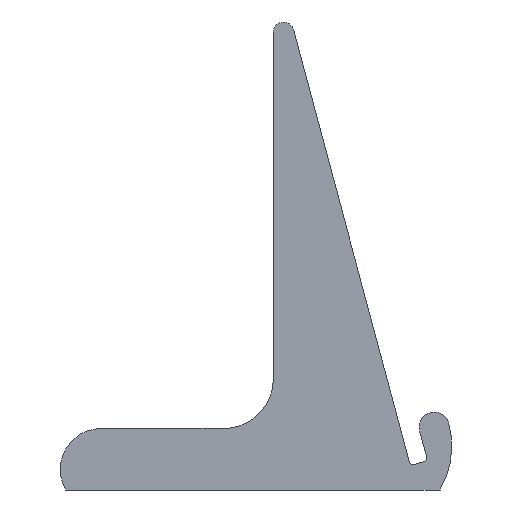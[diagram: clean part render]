
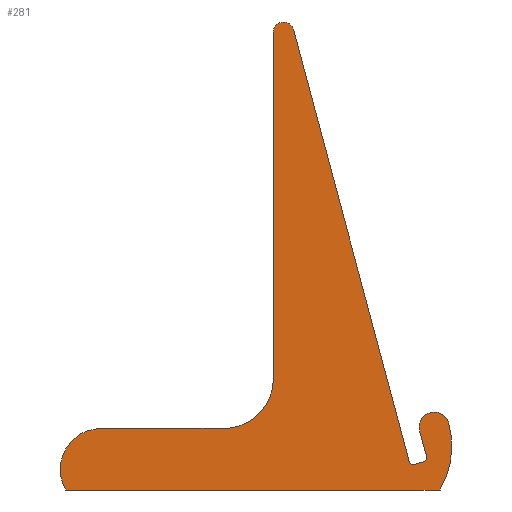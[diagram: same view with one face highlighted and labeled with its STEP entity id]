
A CAD part, front view. The second image highlights one B-rep face of the part: STEP entity #281.
In plain terms, the highlighted planar face has unit normal (0, -1, 0).
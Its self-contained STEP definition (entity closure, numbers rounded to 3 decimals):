
#22=PLANE('',#324);
#37=FACE_OUTER_BOUND('',#52,.T.);
#52=EDGE_LOOP('',(#247,#248,#249,#250,#251,#252,#253,#254,#255,#256,#257,
#258,#259));
#55=LINE('',#422,#80);
#59=LINE('',#434,#84);
#63=LINE('',#446,#88);
#67=LINE('',#458,#92);
#71=LINE('',#470,#96);
#76=LINE('',#487,#101);
#80=VECTOR('',#337,10.);
#84=VECTOR('',#349,10.);
#88=VECTOR('',#361,10.);
#92=VECTOR('',#373,10.);
#96=VECTOR('',#385,10.);
#101=VECTOR('',#404,10.);
#103=CIRCLE('',#297,0.4);
#105=CIRCLE('',#301,0.4);
#107=CIRCLE('',#305,1.);
#109=CIRCLE('',#309,4.8);
#111=CIRCLE('',#313,4.);
#113=CIRCLE('',#317,8.582);
#115=CIRCLE('',#320,1.471);
#117=VERTEX_POINT('',#412);
#118=VERTEX_POINT('',#413);
#121=VERTEX_POINT('',#421);
#123=VERTEX_POINT('',#427);
#125=VERTEX_POINT('',#433);
#127=VERTEX_POINT('',#439);
#129=VERTEX_POINT('',#445);
#131=VERTEX_POINT('',#451);
#133=VERTEX_POINT('',#457);
#135=VERTEX_POINT('',#463);
#137=VERTEX_POINT('',#469);
#139=VERTEX_POINT('',#475);
#141=VERTEX_POINT('',#481);
#143=EDGE_CURVE('',#117,#118,#103,.T.);
#147=EDGE_CURVE('',#121,#118,#55,.T.);
#150=EDGE_CURVE('',#121,#123,#105,.T.);
#153=EDGE_CURVE('',#125,#123,#59,.T.);
#156=EDGE_CURVE('',#127,#125,#107,.T.);
#159=EDGE_CURVE('',#127,#129,#63,.T.);
#162=EDGE_CURVE('',#129,#131,#109,.T.);
#165=EDGE_CURVE('',#133,#131,#67,.T.);
#168=EDGE_CURVE('',#135,#133,#111,.T.);
#171=EDGE_CURVE('',#135,#137,#71,.T.);
#174=EDGE_CURVE('',#139,#137,#113,.T.);
#177=EDGE_CURVE('',#141,#139,#115,.T.);
#180=EDGE_CURVE('',#117,#141,#76,.T.);
#247=ORIENTED_EDGE('',*,*,#180,.F.);
#248=ORIENTED_EDGE('',*,*,#143,.T.);
#249=ORIENTED_EDGE('',*,*,#147,.F.);
#250=ORIENTED_EDGE('',*,*,#150,.T.);
#251=ORIENTED_EDGE('',*,*,#153,.F.);
#252=ORIENTED_EDGE('',*,*,#156,.F.);
#253=ORIENTED_EDGE('',*,*,#159,.T.);
#254=ORIENTED_EDGE('',*,*,#162,.T.);
#255=ORIENTED_EDGE('',*,*,#165,.F.);
#256=ORIENTED_EDGE('',*,*,#168,.F.);
#257=ORIENTED_EDGE('',*,*,#171,.T.);
#258=ORIENTED_EDGE('',*,*,#174,.F.);
#259=ORIENTED_EDGE('',*,*,#177,.F.);
#281=ADVANCED_FACE('',(#37),#22,.F.);
#297=AXIS2_PLACEMENT_3D('',#414,#329,#330);
#301=AXIS2_PLACEMENT_3D('',#428,#342,#343);
#305=AXIS2_PLACEMENT_3D('',#440,#354,#355);
#309=AXIS2_PLACEMENT_3D('',#452,#366,#367);
#313=AXIS2_PLACEMENT_3D('',#464,#378,#379);
#317=AXIS2_PLACEMENT_3D('',#476,#390,#391);
#320=AXIS2_PLACEMENT_3D('',#482,#397,#398);
#324=AXIS2_PLACEMENT_3D('',#490,#408,#409);
#329=DIRECTION('center_axis',(0.,1.,0.));
#330=DIRECTION('ref_axis',(0.966,0.,0.259));
#337=DIRECTION('',(0.966,0.,0.259));
#342=DIRECTION('center_axis',(0.,1.,0.));
#343=DIRECTION('ref_axis',(0.259,0.,-0.966));
#349=DIRECTION('',(0.259,0.,-0.966));
#354=DIRECTION('center_axis',(0.,1.,0.));
#355=DIRECTION('ref_axis',(-1.,0.,0.));
#361=DIRECTION('',(0.,0.,-1.));
#366=DIRECTION('center_axis',(0.,1.,0.));
#367=DIRECTION('ref_axis',(1.,0.,0.));
#373=DIRECTION('',(1.,0.,0.));
#378=DIRECTION('center_axis',(0.,1.,0.));
#379=DIRECTION('ref_axis',(-0.866,0.,-0.5));
#385=DIRECTION('',(1.,0.,0.));
#390=DIRECTION('center_axis',(0.,1.,0.));
#391=DIRECTION('ref_axis',(0.966,0.,0.259));
#397=DIRECTION('center_axis',(0.,1.,0.));
#398=DIRECTION('ref_axis',(-0.966,0.,-0.259));
#404=DIRECTION('',(-0.259,0.,0.966));
#408=DIRECTION('center_axis',(0.,1.,0.));
#409=DIRECTION('ref_axis',(1.,0.,0.));
#412=CARTESIAN_POINT('',(14.941,0.,3.239));
#413=CARTESIAN_POINT('',(14.658,0.,2.749));
#414=CARTESIAN_POINT('Origin',(14.554,0.,3.136));
#421=CARTESIAN_POINT('',(13.74,0.,2.504));
#422=CARTESIAN_POINT('',(13.354,0.,2.4));
#427=CARTESIAN_POINT('',(13.25,0.,2.786));
#428=CARTESIAN_POINT('Origin',(13.637,0.,2.89));
#433=CARTESIAN_POINT('',(1.966,0.,44.901));
#434=CARTESIAN_POINT('',(0.,0.,52.238));
#439=CARTESIAN_POINT('',(0.,0.,44.642));
#440=CARTESIAN_POINT('Origin',(1.,0.,44.642));
#445=CARTESIAN_POINT('',(0.,0.,10.8));
#446=CARTESIAN_POINT('',(0.,0.,52.238));
#451=CARTESIAN_POINT('',(-4.8,0.,6.));
#452=CARTESIAN_POINT('Origin',(-4.8,0.,10.8));
#457=CARTESIAN_POINT('',(-16.776,0.,6.));
#458=CARTESIAN_POINT('',(-19.846,0.,6.));
#463=CARTESIAN_POINT('',(-20.24,0.,0.));
#464=CARTESIAN_POINT('Origin',(-16.776,0.,2.));
#469=CARTESIAN_POINT('',(16.252,0.,0.));
#470=CARTESIAN_POINT('',(0.,0.,0.));
#475=CARTESIAN_POINT('',(17.109,0.,6.512));
#476=CARTESIAN_POINT('Origin',(8.82,0.,4.291));
#481=CARTESIAN_POINT('',(14.268,0.,5.751));
#482=CARTESIAN_POINT('Origin',(15.688,0.,6.131));
#487=CARTESIAN_POINT('',(15.044,0.,2.853));
#490=CARTESIAN_POINT('Origin',(-1.687,0.,22.821));
